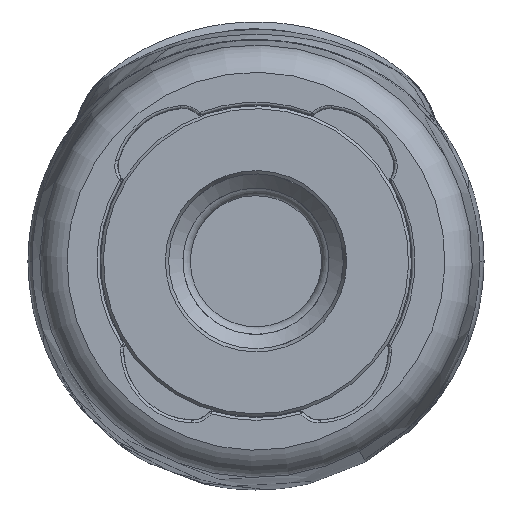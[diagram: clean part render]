
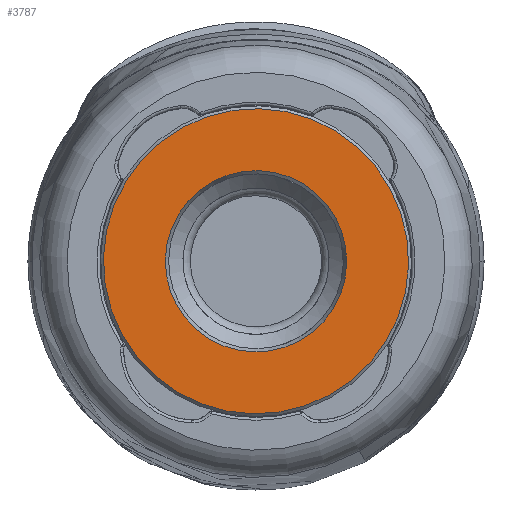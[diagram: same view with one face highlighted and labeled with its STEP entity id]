
A CAD part, front view. The second image highlights one B-rep face of the part: STEP entity #3787.
In plain terms, the highlighted planar face has unit normal (0, -1, 0).
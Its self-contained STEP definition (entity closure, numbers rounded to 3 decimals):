
#89=PLANE('',#4135);
#570=CIRCLE('',#4134,10.7);
#571=CIRCLE('',#4136,6.358);
#686=FACE_BOUND('',#1169,.T.);
#897=FACE_OUTER_BOUND('',#1168,.T.);
#1168=EDGE_LOOP('',(#3115));
#1169=EDGE_LOOP('',(#3116));
#1742=VERTEX_POINT('',#11242);
#1743=VERTEX_POINT('',#11245);
#2231=EDGE_CURVE('',#1742,#1742,#570,.T.);
#2232=EDGE_CURVE('',#1743,#1743,#571,.T.);
#3115=ORIENTED_EDGE('',*,*,#2231,.T.);
#3116=ORIENTED_EDGE('',*,*,#2232,.F.);
#3787=ADVANCED_FACE('',(#897,#686),#89,.T.);
#4134=AXIS2_PLACEMENT_3D('',#11243,#4821,#4822);
#4135=AXIS2_PLACEMENT_3D('',#11244,#4823,#4824);
#4136=AXIS2_PLACEMENT_3D('',#11246,#4825,#4826);
#4821=DIRECTION('center_axis',(0.,-1.,0.));
#4822=DIRECTION('ref_axis',(0.,0.,1.));
#4823=DIRECTION('center_axis',(0.,-1.,0.));
#4824=DIRECTION('ref_axis',(1.,0.,0.));
#4825=DIRECTION('center_axis',(0.,-1.,0.));
#4826=DIRECTION('ref_axis',(0.,0.,1.));
#11242=CARTESIAN_POINT('',(-5.13,0.,9.39));
#11243=CARTESIAN_POINT('Origin',(0.,0.,0.));
#11244=CARTESIAN_POINT('Origin',(0.,0.,0.));
#11245=CARTESIAN_POINT('',(3.048,0.,-5.58));
#11246=CARTESIAN_POINT('Origin',(0.,0.,0.));
